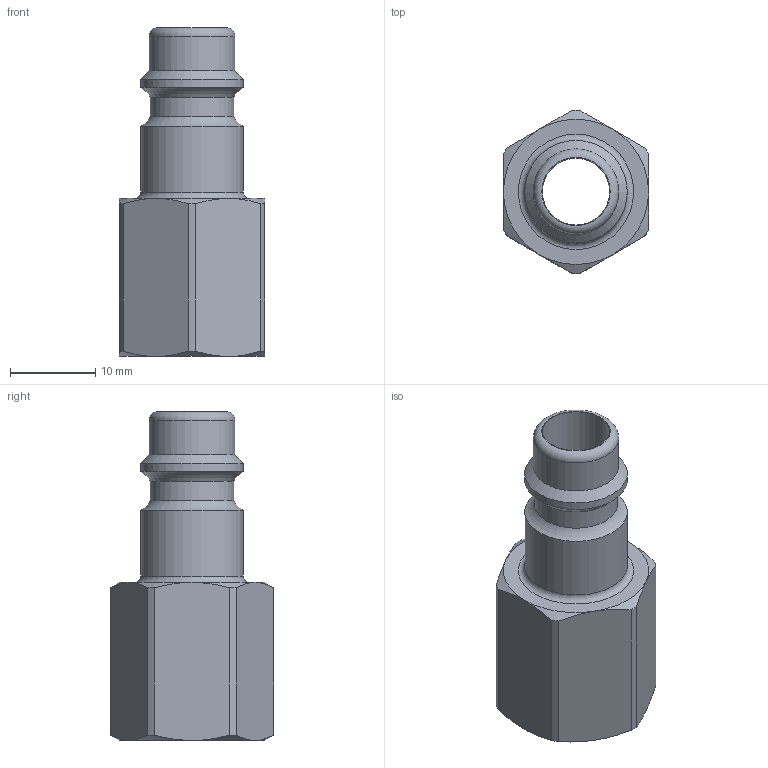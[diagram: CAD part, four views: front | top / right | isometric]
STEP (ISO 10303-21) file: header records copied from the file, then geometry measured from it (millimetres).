
FILE_DESCRIPTION(/* description */ ('STEP AP214'),/* implementation_level */ '2;1');
FILE_NAME(/* name */ '531678_KS4-1_4-I',/* time_stamp */ '2024-08-28T10:37:43+02:00',/* author */ ('License CC BY-ND 4.0'),/* organization */ ('CADENAS'),/* preprocessor_version */ 'ST-DEVELOPER v19.3',/* originating_system */ 'PARTsolutions',/* authorisation */ ' ');
FILE_SCHEMA (('AUTOMOTIVE_DESIGN {1 0 10303 214 3 1 1}'));
Length unit declared in the file: millimetre
Products named in the file (1): 531678 KS4-1/4-I
Bounding box: 17 x 19.15 x 38.5 mm (x, y, z)
Volume: 3814.3 mm3; surface area: 3221.1 mm2
Topology: 1 solids, 1 shells, 40 faces, 88 edges, 51 vertices
Faces by surface type: cone 15, cylinder 12, plane 9, torus 4
Full cylindrical faces by diameter (mm): 7.85 x1, 9.75 x1, 10 x1, 11.445 x1, 12 x2
Entity records: 1080 total; most frequent: CARTESIAN_POINT 239, DIRECTION 172, ORIENTED_EDGE 150, AXIS2_PLACEMENT_3D 80, EDGE_CURVE 75, EDGE_LOOP 56, FACE_BOUND 56, VERTEX_POINT 51
